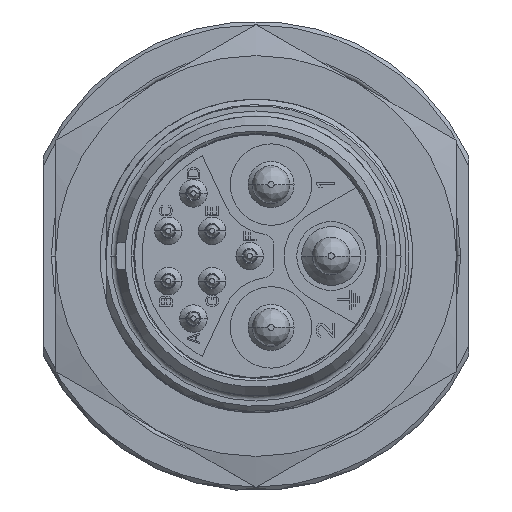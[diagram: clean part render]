
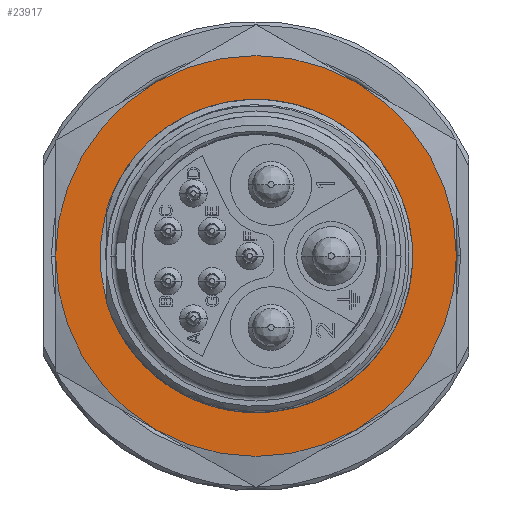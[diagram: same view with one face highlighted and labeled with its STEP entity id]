
A CAD part, left-side view. The second image highlights one B-rep face of the part: STEP entity #23917.
In plain terms, the highlighted planar face has unit normal (-1, 0, 0).
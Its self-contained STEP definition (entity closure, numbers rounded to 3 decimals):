
#3128=CARTESIAN_POINT('',(17.2,0.,0.));
#3129=DIRECTION('',(1.,0.,0.));
#3130=DIRECTION('',(0.,-0.403,0.915));
#3131=AXIS2_PLACEMENT_3D('',#3128,#3129,#3130);
#3162=CARTESIAN_POINT('',(17.2,-2.895,12.16));
#3163=CARTESIAN_POINT('',(17.2,-3.139,12.096));
#3164=CARTESIAN_POINT('',(17.2,-3.621,11.955));
#3165=CARTESIAN_POINT('',(17.2,-4.331,11.698));
#3166=CARTESIAN_POINT('',(17.2,-4.793,11.499));
#3167=CARTESIAN_POINT('',(17.2,-5.021,11.393));
#3269=CARTESIAN_POINT('',(17.2,0.,0.));
#3270=DIRECTION('',(1.,0.,0.));
#3271=DIRECTION('',(0.,-0.5,0.866));
#3272=AXIS2_PLACEMENT_3D('',#3269,#3270,#3271);
#3274=CARTESIAN_POINT('',(17.2,0.,0.));
#3275=DIRECTION('',(1.,0.,0.));
#3276=DIRECTION('',(0.,-1.,0.));
#3277=AXIS2_PLACEMENT_3D('',#3274,#3275,#3276);
#3279=CARTESIAN_POINT('',(17.2,0.,0.));
#3280=DIRECTION('',(-1.,0.,0.));
#3281=DIRECTION('',(0.,1.,0.));
#3282=AXIS2_PLACEMENT_3D('',#3279,#3280,#3281);
#3284=CARTESIAN_POINT('',(17.2,0.,0.));
#3285=DIRECTION('',(-1.,0.,0.));
#3286=DIRECTION('',(0.,0.5,0.866));
#3287=AXIS2_PLACEMENT_3D('',#3284,#3285,#3286);
#3289=CARTESIAN_POINT('',(17.2,10.8,6.235));
#3290=CARTESIAN_POINT('',(17.2,10.708,6.399));
#3291=CARTESIAN_POINT('',(17.2,10.515,6.724));
#3292=CARTESIAN_POINT('',(17.2,10.201,7.201));
#3293=CARTESIAN_POINT('',(17.2,9.976,7.511));
#3294=CARTESIAN_POINT('',(17.2,9.859,7.663));
#3296=CARTESIAN_POINT('',(17.2,11.346,5.126));
#3297=CARTESIAN_POINT('',(17.2,11.294,5.247));
#3298=CARTESIAN_POINT('',(17.2,11.185,5.491));
#3299=CARTESIAN_POINT('',(17.2,11.002,5.864));
#3300=CARTESIAN_POINT('',(17.2,10.869,6.111));
#3301=CARTESIAN_POINT('',(17.2,10.8,6.235));
#3321=CARTESIAN_POINT('',(17.2,-8.,13.856));
#3323=CARTESIAN_POINT('',(17.2,0.,0.));
#3324=DIRECTION('',(-1.,0.,0.));
#3325=DIRECTION('',(0.,-0.5,0.866));
#3326=AXIS2_PLACEMENT_3D('',#3323,#3324,#3325);
#3599=CARTESIAN_POINT('',(17.2,8.,-13.856));
#3601=CARTESIAN_POINT('',(17.2,0.,0.));
#3602=DIRECTION('',(-1.,0.,0.));
#3603=DIRECTION('',(0.,0.5,-0.866));
#3604=AXIS2_PLACEMENT_3D('',#3601,#3602,#3603);
#3652=CARTESIAN_POINT('',(17.2,-8.,-13.856));
#3699=CARTESIAN_POINT('',(17.2,-16.,0.));
#4758=CARTESIAN_POINT('',(17.2,9.859,7.663));
#4759=CARTESIAN_POINT('',(17.2,9.799,7.743));
#4760=CARTESIAN_POINT('',(17.2,9.678,7.903));
#4761=CARTESIAN_POINT('',(17.2,9.553,8.059));
#4762=CARTESIAN_POINT('',(17.2,9.489,8.136));
#4816=CARTESIAN_POINT('',(17.2,0.,0.));
#4817=DIRECTION('',(1.,0.,0.));
#4818=DIRECTION('',(0.,0.759,0.651));
#4819=AXIS2_PLACEMENT_3D('',#4816,#4817,#4818);
#12027=CARTESIAN_POINT('',(17.2,16.,0.));
#12074=CARTESIAN_POINT('',(17.2,8.,13.856));
#19757=VERTEX_POINT('',#3321);
#19760=VERTEX_POINT('',#3699);
#19763=VERTEX_POINT('',#3652);
#19775=VERTEX_POINT('',#3599);
#19778=VERTEX_POINT('',#12027);
#19781=VERTEX_POINT('',#12074);
#19783=VERTEX_POINT('',#3296);
#19784=VERTEX_POINT('',#3301);
#19796=CARTESIAN_POINT('',(17.2,9.489,8.136));
#19797=CARTESIAN_POINT('',(17.2,-2.895,12.16));
#19798=VERTEX_POINT('',#19796);
#19799=VERTEX_POINT('',#19797);
#19812=VERTEX_POINT('',#4758);
#19814=VERTEX_POINT('',#3167);
#23886=CARTESIAN_POINT('',(17.2,0.,0.));
#23887=DIRECTION('',(1.,0.,0.));
#23888=DIRECTION('',(0.,0.,-1.));
#23889=AXIS2_PLACEMENT_3D('',#23886,#23887,#23888);
#23890=PLANE('348',#23889);
#23892=ORIENTED_EDGE('2553',*,*,#23891,.F.);
#23894=ORIENTED_EDGE('2544',*,*,#23893,.T.);
#23896=ORIENTED_EDGE('2545',*,*,#23895,.T.);
#23898=ORIENTED_EDGE('2552',*,*,#23897,.F.);
#23900=ORIENTED_EDGE('2549',*,*,#23899,.F.);
#23902=ORIENTED_EDGE('2548',*,*,#23901,.F.);
#23903=EDGE_LOOP('348',(#23892,#23894,#23896,#23898,#23900,#23902));
#23904=FACE_OUTER_BOUND('348',#23903,.F.);
#23906=ORIENTED_EDGE('2595',*,*,#23905,.F.);
#23908=ORIENTED_EDGE('2620',*,*,#23907,.F.);
#23910=ORIENTED_EDGE('2671',*,*,#23909,.F.);
#23912=ORIENTED_EDGE('2579',*,*,#23911,.F.);
#23913=ORIENTED_EDGE('2687',*,*,#23781,.F.);
#23914=ORIENTED_EDGE('2624',*,*,#23874,.F.);
#23915=EDGE_LOOP('348',(#23906,#23908,#23910,#23912,#23913,#23914));
#23916=FACE_BOUND('348',#23915,.F.);
#3132=CIRCLE('2687',#3131,12.45);
#3168=B_SPLINE_CURVE_WITH_KNOTS('2624',3,(#3162,#3163,#3164,#3165,#3166,#3167),
.UNSPECIFIED.,.F.,.F.,(4,1,1,4),(0.,0.333,0.667,1.),
.UNSPECIFIED.);
#3273=CIRCLE('2544',#3272,16.);
#3278=CIRCLE('2545',#3277,16.);
#3283=CIRCLE('2549',#3282,16.);
#3288=CIRCLE('2548',#3287,16.);
#3295=B_SPLINE_CURVE_WITH_KNOTS('2671',3,(#3289,#3290,#3291,#3292,#3293,#3294),
.UNSPECIFIED.,.F.,.F.,(4,1,1,4),(0.,0.333,0.667,1.),
.UNSPECIFIED.);
#3302=B_SPLINE_CURVE_WITH_KNOTS('2579',3,(#3296,#3297,#3298,#3299,#3300,#3301),
.UNSPECIFIED.,.F.,.F.,(4,1,1,4),(0.,0.333,0.667,1.),
.UNSPECIFIED.);
#3327=CIRCLE('2553',#3326,16.);
#3605=CIRCLE('2552',#3604,16.);
#4763=B_SPLINE_CURVE_WITH_KNOTS('2620',3,(#4758,#4759,#4760,#4761,#4762),
.UNSPECIFIED.,.F.,.F.,(4,1,4),(0.,0.5,1.),.UNSPECIFIED.);
#4820=CIRCLE('2595',#4819,12.5);
#23781=EDGE_CURVE('2687',#19814,#19783,#3132,.T.);
#23874=EDGE_CURVE('2624',#19799,#19814,#3168,.T.);
#23891=EDGE_CURVE('2553',#19757,#19781,#3327,.T.);
#23893=EDGE_CURVE('2544',#19757,#19760,#3273,.T.);
#23895=EDGE_CURVE('2545',#19760,#19763,#3278,.T.);
#23897=EDGE_CURVE('2552',#19775,#19763,#3605,.T.);
#23899=EDGE_CURVE('2549',#19778,#19775,#3283,.T.);
#23901=EDGE_CURVE('2548',#19781,#19778,#3288,.T.);
#23905=EDGE_CURVE('2595',#19798,#19799,#4820,.T.);
#23907=EDGE_CURVE('2620',#19812,#19798,#4763,.T.);
#23909=EDGE_CURVE('2671',#19784,#19812,#3295,.T.);
#23911=EDGE_CURVE('2579',#19783,#19784,#3302,.T.);
#23917=ADVANCED_FACE('348',(#23904,#23916),#23890,.F.);
